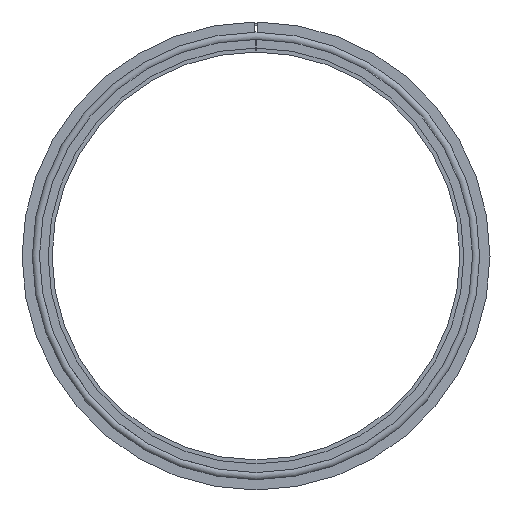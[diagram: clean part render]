
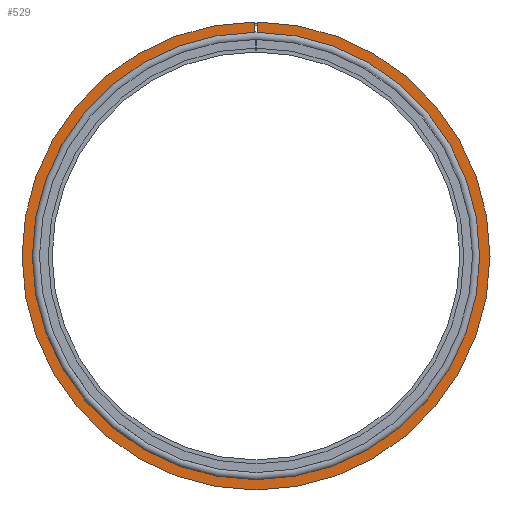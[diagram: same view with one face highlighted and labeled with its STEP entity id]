
A CAD part, left-side view. The second image highlights one B-rep face of the part: STEP entity #529.
In plain terms, the highlighted planar face has unit normal (-1, 0, 0).
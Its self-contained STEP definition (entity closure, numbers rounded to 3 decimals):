
#23 = CARTESIAN_POINT ( 'NONE',  ( -9.8, -1., 171.097 ) ) ;
#44 = EDGE_CURVE ( 'NONE', #883, #739, #105, .T. ) ;
#45 = FACE_OUTER_BOUND ( 'NONE', #996, .T. ) ;
#72 = CARTESIAN_POINT ( 'NONE',  ( -9.8, -1., 178.997 ) ) ;
#74 = ORIENTED_EDGE ( 'NONE', *, *, #614, .F. ) ;
#105 = LINE ( 'NONE', #797, #964 ) ;
#198 = DIRECTION ( 'NONE',  ( 1., 0., 0. ) ) ;
#213 = LINE ( 'NONE', #386, #695 ) ;
#237 = ORIENTED_EDGE ( 'NONE', *, *, #737, .T. ) ;
#332 = DIRECTION ( 'NONE',  ( 1., 0., 0. ) ) ;
#386 = CARTESIAN_POINT ( 'NONE',  ( -9.8, -1., 0. ) ) ;
#418 = DIRECTION ( 'NONE',  ( 0., 0., -1. ) ) ;
#423 = ORIENTED_EDGE ( 'NONE', *, *, #461, .F. ) ;
#461 = EDGE_CURVE ( 'NONE', #848, #531, #213, .T. ) ;
#482 = DIRECTION ( 'NONE',  ( 0., 0., 1. ) ) ;
#483 = AXIS2_PLACEMENT_3D ( 'NONE', #1014, #540, #482 ) ;
#508 = DIRECTION ( 'NONE',  ( 0., 0., -1. ) ) ;
#529 = ADVANCED_FACE ( 'NONE', ( #45 ), #631, .T. ) ;
#531 = VERTEX_POINT ( 'NONE', #72 ) ;
#540 = DIRECTION ( 'NONE',  ( -1., 0., 0. ) ) ;
#563 = ORIENTED_EDGE ( 'NONE', *, *, #44, .F. ) ;
#576 = DIRECTION ( 'NONE',  ( 0., 0., -1. ) ) ;
#599 = CIRCLE ( 'NONE', #921, 171.1 ) ;
#614 = EDGE_CURVE ( 'NONE', #531, #883, #916, .T. ) ;
#631 = PLANE ( 'NONE',  #483 ) ;
#659 = CARTESIAN_POINT ( 'NONE',  ( -9.8, 1., 171.097 ) ) ;
#695 = VECTOR ( 'NONE', #931, 1000. ) ;
#737 = EDGE_CURVE ( 'NONE', #848, #739, #599, .T. ) ;
#739 = VERTEX_POINT ( 'NONE', #659 ) ;
#797 = CARTESIAN_POINT ( 'NONE',  ( -9.8, 1., 0. ) ) ;
#802 = CARTESIAN_POINT ( 'NONE',  ( -9.8, 0., 0. ) ) ;
#848 = VERTEX_POINT ( 'NONE', #23 ) ;
#883 = VERTEX_POINT ( 'NONE', #983 ) ;
#906 = AXIS2_PLACEMENT_3D ( 'NONE', #802, #332, #418 ) ;
#916 = CIRCLE ( 'NONE', #906, 179. ) ;
#921 = AXIS2_PLACEMENT_3D ( 'NONE', #969, #198, #508 ) ;
#931 = DIRECTION ( 'NONE',  ( 0., 0., 1. ) ) ;
#964 = VECTOR ( 'NONE', #576, 1000. ) ;
#969 = CARTESIAN_POINT ( 'NONE',  ( -9.8, 0., 0. ) ) ;
#983 = CARTESIAN_POINT ( 'NONE',  ( -9.8, 1., 178.997 ) ) ;
#996 = EDGE_LOOP ( 'NONE', ( #563, #74, #423, #237 ) ) ;
#1014 = CARTESIAN_POINT ( 'NONE',  ( -9.8, 179., 0. ) ) ;
